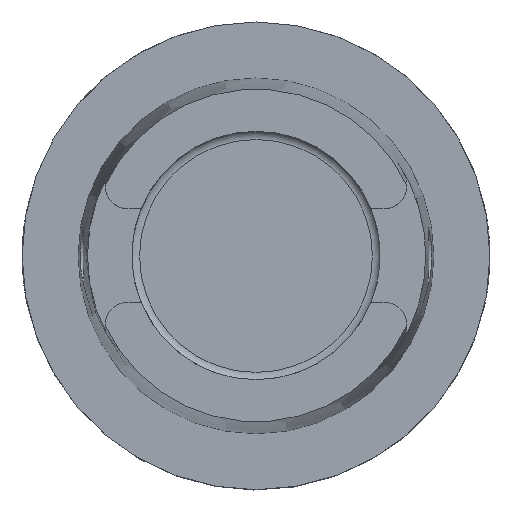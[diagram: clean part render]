
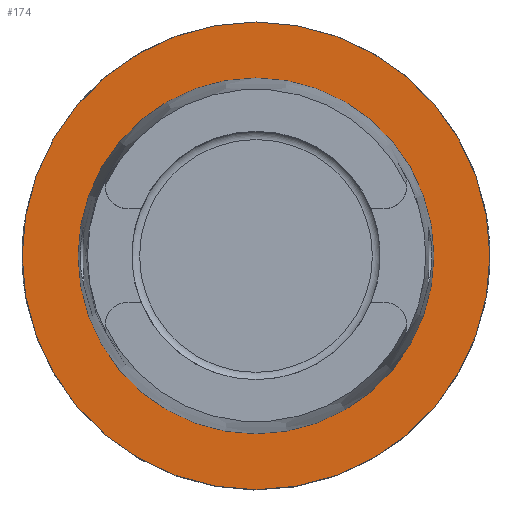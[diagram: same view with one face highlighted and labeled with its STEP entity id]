
A CAD part, top view. The second image highlights one B-rep face of the part: STEP entity #174.
In plain terms, the highlighted planar face has unit normal (0, 0, 1).
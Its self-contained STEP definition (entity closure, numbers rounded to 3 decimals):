
#84=FACE_BOUND('',#329,.T.);
#85=FACE_BOUND('',#330,.T.);
#174=ADVANCED_FACE('',(#84,#85),#225,.F.);
#225=PLANE('',#1306);
#329=EDGE_LOOP('',(#610));
#330=EDGE_LOOP('',(#611));
#399=CIRCLE('',#1261,49.965);
#423=CIRCLE('',#1304,38.008);
#610=ORIENTED_EDGE('',*,*,#935,.T.);
#611=ORIENTED_EDGE('',*,*,#1012,.T.);
#812=VERTEX_POINT('',#1889);
#867=VERTEX_POINT('',#2175);
#935=EDGE_CURVE('',#812,#812,#399,.T.);
#1012=EDGE_CURVE('',#867,#867,#423,.T.);
#1261=AXIS2_PLACEMENT_3D('',#1888,#1458,#1459);
#1304=AXIS2_PLACEMENT_3D('',#2174,#1574,#1575);
#1306=AXIS2_PLACEMENT_3D('',#2177,#1578,#1579);
#1458=DIRECTION('',(0.,0.,1.));
#1459=DIRECTION('',(1.,0.,0.));
#1574=DIRECTION('',(0.,0.,-1.));
#1575=DIRECTION('',(1.,0.,0.));
#1578=DIRECTION('',(0.,0.,-1.));
#1579=DIRECTION('',(1.,0.,0.));
#1888=CARTESIAN_POINT('',(0.,0.,0.));
#1889=CARTESIAN_POINT('',(49.965,0.,0.));
#2174=CARTESIAN_POINT('',(0.,0.,0.));
#2175=CARTESIAN_POINT('',(38.008,0.,0.));
#2177=CARTESIAN_POINT('',(0.,-39.062,0.));
